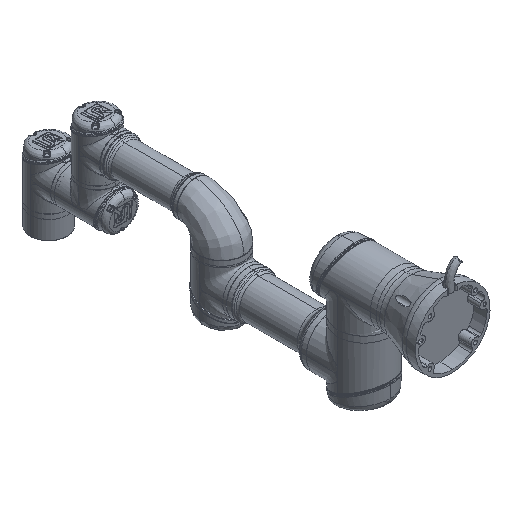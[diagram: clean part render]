
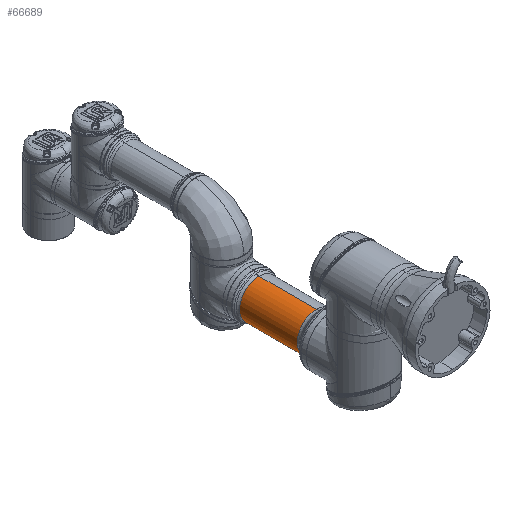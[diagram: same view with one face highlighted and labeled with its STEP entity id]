
A CAD part, isometric view. The second image highlights one B-rep face of the part: STEP entity #66689.
In plain terms, the highlighted cylindrical face has radius 33 mm (diameter 66 mm), a partial arc.
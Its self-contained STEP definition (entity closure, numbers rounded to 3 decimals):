
#3683 = CIRCLE ( 'NONE', #47631, 33. ) ;
#4317 = VECTOR ( 'NONE', #87744, 1000. ) ;
#5884 = DIRECTION ( 'NONE',  ( 1., 0., 0. ) ) ;
#6043 = LINE ( 'NONE', #41882, #4317 ) ;
#6511 = CARTESIAN_POINT ( 'NONE',  ( 0., 0., -117.587 ) ) ;
#9717 = VERTEX_POINT ( 'NONE', #69013 ) ;
#14257 = DIRECTION ( 'NONE',  ( 1., 0., 0. ) ) ;
#14795 = ORIENTED_EDGE ( 'NONE', *, *, #83836, .T. ) ;
#27750 = DIRECTION ( 'NONE',  ( 0., 0., 1. ) ) ;
#28157 = EDGE_LOOP ( 'NONE', ( #91475, #14795, #74645, #89242 ) ) ;
#29672 = DIRECTION ( 'NONE',  ( 0., 0., 1. ) ) ;
#35809 = CARTESIAN_POINT ( 'NONE',  ( 0., 0., 0. ) ) ;
#41122 = CYLINDRICAL_SURFACE ( 'NONE', #42118, 33. ) ;
#41882 = CARTESIAN_POINT ( 'NONE',  ( 33., 0., 0. ) ) ;
#42118 = AXIS2_PLACEMENT_3D ( 'NONE', #35809, #27750, #74078 ) ;
#42540 = CARTESIAN_POINT ( 'NONE',  ( -33., 0., -117.587 ) ) ;
#45315 = CARTESIAN_POINT ( 'NONE',  ( -33., 0., 0. ) ) ;
#47631 = AXIS2_PLACEMENT_3D ( 'NONE', #97588, #51531, #5884 ) ;
#51531 = DIRECTION ( 'NONE',  ( 0., 0., -1. ) ) ;
#54962 = EDGE_CURVE ( 'NONE', #9717, #66474, #3683, .T. ) ;
#55894 = CARTESIAN_POINT ( 'NONE',  ( 33., 0., -117.587 ) ) ;
#59757 = DIRECTION ( 'NONE',  ( 0., 0., 1. ) ) ;
#64713 = FACE_OUTER_BOUND ( 'NONE', #28157, .T. ) ;
#66474 = VERTEX_POINT ( 'NONE', #73869 ) ;
#66689 = ADVANCED_FACE ( 'NONE', ( #64713 ), #41122, .T. ) ;
#68209 = VERTEX_POINT ( 'NONE', #55894 ) ;
#69013 = CARTESIAN_POINT ( 'NONE',  ( -33., 0., -19.042 ) ) ;
#73869 = CARTESIAN_POINT ( 'NONE',  ( 33., 0., -19.042 ) ) ;
#74078 = DIRECTION ( 'NONE',  ( 1., 0., 0. ) ) ;
#74645 = ORIENTED_EDGE ( 'NONE', *, *, #54962, .T. ) ;
#75326 = EDGE_CURVE ( 'NONE', #68209, #66474, #6043, .T. ) ;
#78956 = LINE ( 'NONE', #45315, #80224 ) ;
#79648 = CIRCLE ( 'NONE', #96760, 33. ) ;
#80224 = VECTOR ( 'NONE', #29672, 1000. ) ;
#83836 = EDGE_CURVE ( 'NONE', #91855, #9717, #78956, .T. ) ;
#87744 = DIRECTION ( 'NONE',  ( 0., 0., 1. ) ) ;
#89242 = ORIENTED_EDGE ( 'NONE', *, *, #75326, .F. ) ;
#91475 = ORIENTED_EDGE ( 'NONE', *, *, #95688, .T. ) ;
#91855 = VERTEX_POINT ( 'NONE', #42540 ) ;
#95688 = EDGE_CURVE ( 'NONE', #68209, #91855, #79648, .T. ) ;
#96760 = AXIS2_PLACEMENT_3D ( 'NONE', #6511, #59757, #14257 ) ;
#97588 = CARTESIAN_POINT ( 'NONE',  ( 0., 0., -19.042 ) ) ;
